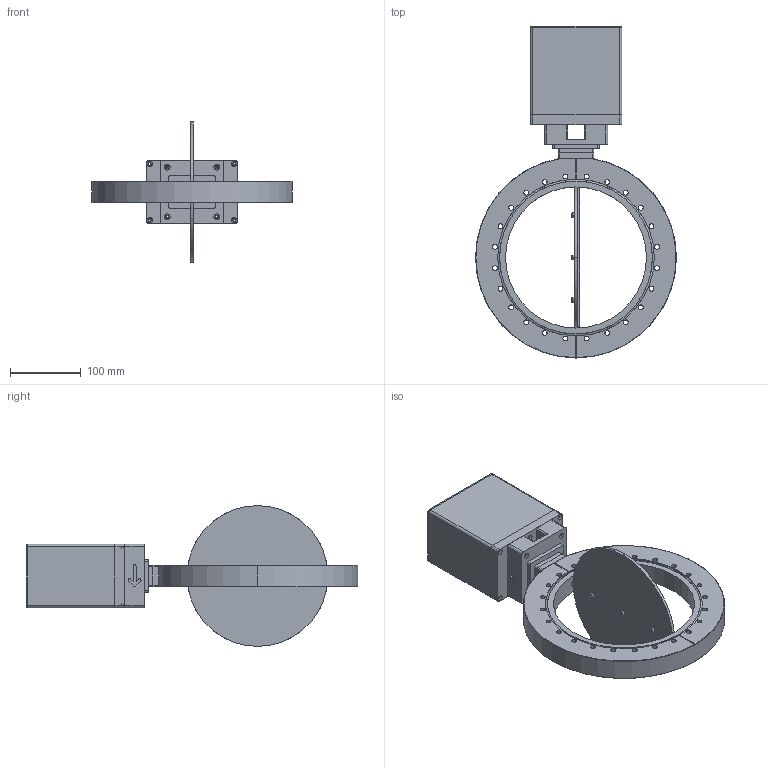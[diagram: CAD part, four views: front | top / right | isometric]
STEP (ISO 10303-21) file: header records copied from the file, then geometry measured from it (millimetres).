
FILE_DESCRIPTION (( 'STEP AP214' ), '1' );
FILE_NAME ('BFV-1000-SST-RS232_Butterfly Valve_10.0_O.D._CF_FLANGES.STEP', '2025-03-25T17:01:20', ( '' ), ( '' ), 'SwSTEP 2.0', 'SolidWorks 2023', '' );
FILE_SCHEMA (( 'AUTOMOTIVE_DESIGN' ));
Length unit declared in the file: inch
Products named in the file (1): BFV-1000-SST-RS232_Butterfly Valve_10.0_O.D._CF_FLANGES
Bounding box: 285 x 470.8 x 199.7 mm (x, y, z)
Surface area: 378819.9 mm2 (no closed solid volume)
Topology: 0 solids, 32 shells, 801 faces, 2909 edges, 2092 vertices
Faces by surface type: cylinder 582, plane 197, cone 20, sphere 2
Entity records: 33507 total; most frequent: CARTESIAN_POINT 6512, DIRECTION 6153, ORIENTED_EDGE 4844, EDGE_CURVE 2905, AXIS2_PLACEMENT_3D 2470, VERTEX_POINT 2090, CIRCLE 1668, EDGE_LOOP 1382
